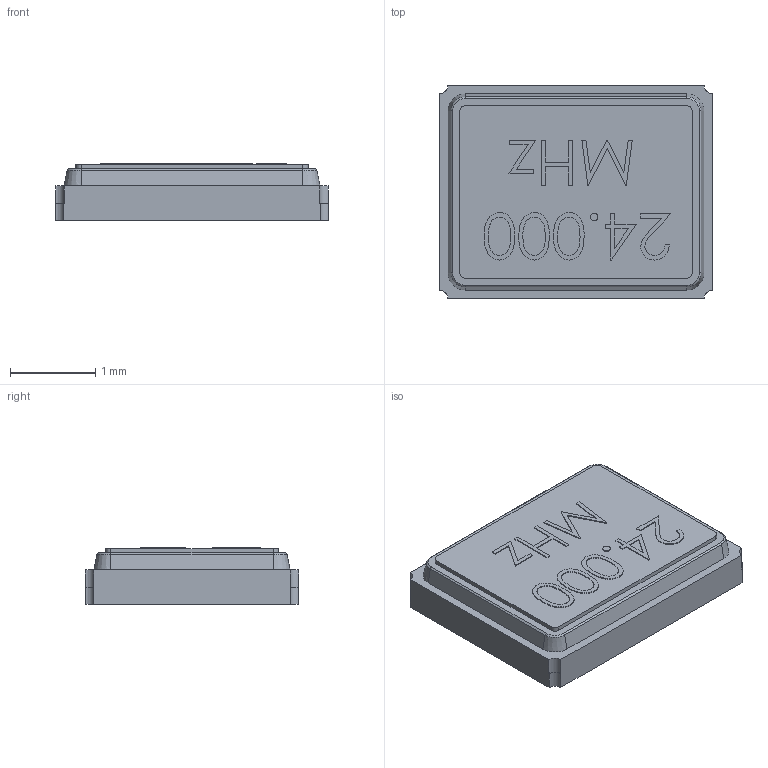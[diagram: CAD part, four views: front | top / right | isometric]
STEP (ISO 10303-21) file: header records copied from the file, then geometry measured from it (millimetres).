
FILE_DESCRIPTION (( 'STEP AP214' ), '1' );
FILE_NAME ('rh100.STEP', '2023-03-25T04:12:46', ( '' ), ( '' ), 'SwSTEP 2.0', 'SolidWorks 2021', '' );
FILE_SCHEMA (( 'AUTOMOTIVE_DESIGN' ));
Length unit declared in the file: millimetre
Products named in the file (1): rh100
Bounding box: 3.2 x 2.5 x 0.66 mm (x, y, z)
Volume: 4.8 mm3; surface area: 22.7 mm2
Topology: 1 solids, 1 shells, 183 faces, 490 edges, 324 vertices
Faces by surface type: plane 114, bspline 45, cylinder 20, cone 4
Entity records: 9419 total; most frequent: CARTESIAN_POINT 4171, ORIENTED_EDGE 980, DIRECTION 714, EDGE_CURVE 490, LINE 348, VECTOR 348, VERTEX_POINT 324, EDGE_LOOP 198
